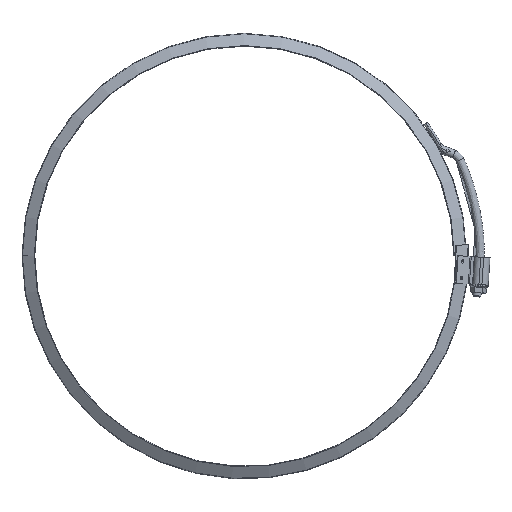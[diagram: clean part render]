
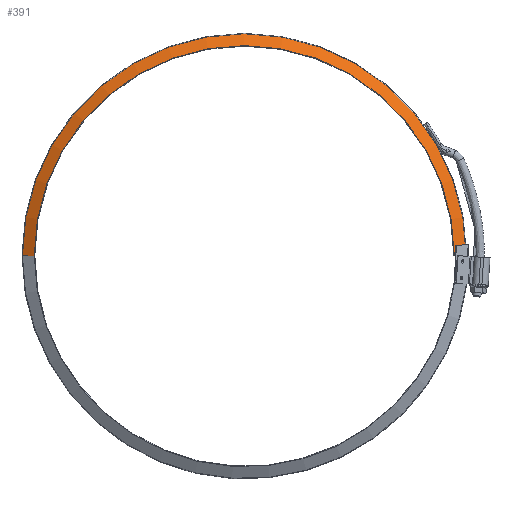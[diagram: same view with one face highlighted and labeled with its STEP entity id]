
A CAD part, top view. The second image highlights one B-rep face of the part: STEP entity #391.
In plain terms, the highlighted conical face has half-angle 60 degrees and reference radius 153.075 mm.
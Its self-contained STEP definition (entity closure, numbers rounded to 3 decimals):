
#277=CONICAL_SURFACE('',#2672,153.075,60.);
#391=ADVANCED_FACE('',(#568),#277,.T.);
#568=FACE_OUTER_BOUND('',#750,.T.);
#750=EDGE_LOOP('',(#1266,#1267,#1268,#1269));
#1266=ORIENTED_EDGE('',*,*,#1931,.T.);
#1267=ORIENTED_EDGE('',*,*,#1932,.T.);
#1268=ORIENTED_EDGE('',*,*,#1929,.F.);
#1269=ORIENTED_EDGE('',*,*,#1903,.F.);
#1618=VERTEX_POINT('',#4221);
#1620=VERTEX_POINT('',#4227);
#1635=VERTEX_POINT('',#4278);
#1636=VERTEX_POINT('',#4282);
#1903=EDGE_CURVE('',#1618,#1620,#2338,.T.);
#1929=EDGE_CURVE('',#1620,#1635,#2205,.T.);
#1931=EDGE_CURVE('',#1618,#1636,#2207,.T.);
#1932=EDGE_CURVE('',#1636,#1635,#2349,.T.);
#2205=CIRCLE('',#2668,161.475);
#2207=CIRCLE('',#2671,153.075);
#2338=LINE('',#4226,#2445);
#2349=LINE('',#4283,#2456);
#2445=VECTOR('',#3189,1.);
#2456=VECTOR('',#3258,1.);
#2668=AXIS2_PLACEMENT_3D('',#4277,#3250,#3251);
#2671=AXIS2_PLACEMENT_3D('',#4281,#3256,#3257);
#2672=AXIS2_PLACEMENT_3D('',#4284,#3259,#3260);
#3189=DIRECTION('',(-0.866,0.,-0.5));
#3250=DIRECTION('',(0.,0.,-1.));
#3251=DIRECTION('',(-1.,0.,0.));
#3256=DIRECTION('',(0.,0.,-1.));
#3257=DIRECTION('',(-1.,0.,0.));
#3258=DIRECTION('',(0.866,0.,-0.5));
#3259=DIRECTION('',(0.,0.,-1.));
#3260=DIRECTION('',(-1.,0.,0.));
#4221=CARTESIAN_POINT('',(-153.075,0.,8.086));
#4226=CARTESIAN_POINT('',(-153.075,0.,8.086));
#4227=CARTESIAN_POINT('',(-161.475,0.,3.236));
#4277=CARTESIAN_POINT('',(0.,0.,3.236));
#4278=CARTESIAN_POINT('',(161.475,0.,3.236));
#4281=CARTESIAN_POINT('',(0.,0.,8.086));
#4282=CARTESIAN_POINT('',(153.075,0.,8.086));
#4283=CARTESIAN_POINT('',(153.075,0.,8.086));
#4284=CARTESIAN_POINT('',(0.,0.,8.086));
